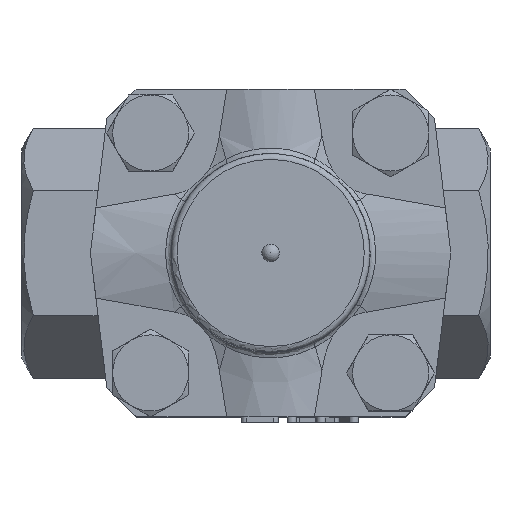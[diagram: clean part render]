
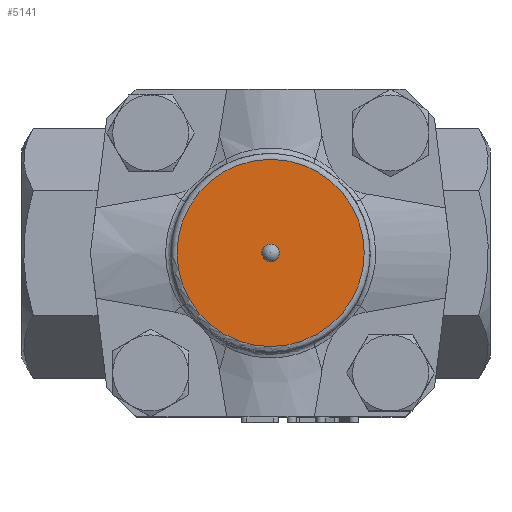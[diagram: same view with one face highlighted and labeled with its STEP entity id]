
A CAD part, top view. The second image highlights one B-rep face of the part: STEP entity #5141.
In plain terms, the highlighted planar face has unit normal (0, 0, 1).
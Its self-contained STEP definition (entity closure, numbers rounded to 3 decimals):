
#73=CARTESIAN_POINT('',(1.5,0.0,19.89));
#74=VERTEX_POINT('',#73);
#75=CARTESIAN_POINT('',(0.,0.,19.89));
#76=DIRECTION('',(0.0,0.0,-1.0));
#77=DIRECTION('',(0.0,1.0,0.0));
#78=AXIS2_PLACEMENT_3D('',#75,#76,#77);
#79=CIRCLE('',#78,1.5);
#80=EDGE_CURVE('',#74,#74,#79,.T.);
#5115=CARTESIAN_POINT('',(16.0,0.,19.89));
#5116=VERTEX_POINT('',#5115);
#5117=CARTESIAN_POINT('',(0.,0.,19.89));
#5118=DIRECTION('',(0.0,0.0,-1.0));
#5119=DIRECTION('',(-1.0,0.0,0.0));
#5120=AXIS2_PLACEMENT_3D('',#5117,#5118,#5119);
#5121=CIRCLE('',#5120,16.0);
#5122=EDGE_CURVE('',#5116,#5116,#5121,.T.);
#5130=CARTESIAN_POINT('',(0.,0.,19.89));
#5131=DIRECTION('',(0.0,0.0,-1.0));
#5132=DIRECTION('',(-1.0,0.0,0.0));
#5133=AXIS2_PLACEMENT_3D('',#5130,#5131,#5132);
#5134=PLANE('',#5133);
#5135=ORIENTED_EDGE('',*,*,#5122,.F.);
#5136=EDGE_LOOP('',(#5135));
#5137=FACE_OUTER_BOUND('',#5136,.T.);
#5138=ORIENTED_EDGE('',*,*,#80,.T.);
#5139=EDGE_LOOP('',(#5138));
#5140=FACE_BOUND('',#5139,.T.);
#5141=ADVANCED_FACE('',(#5137,#5140),#5134,.F.);
